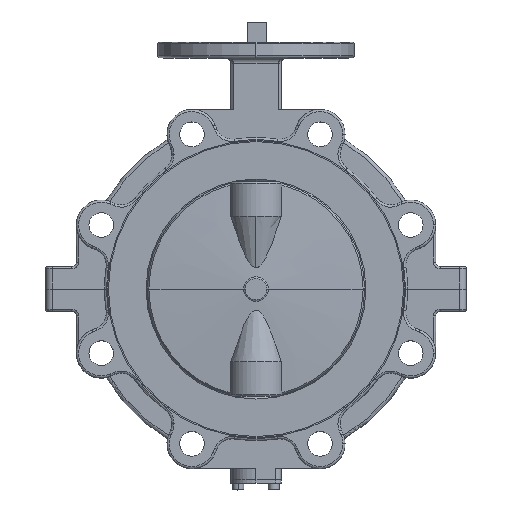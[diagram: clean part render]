
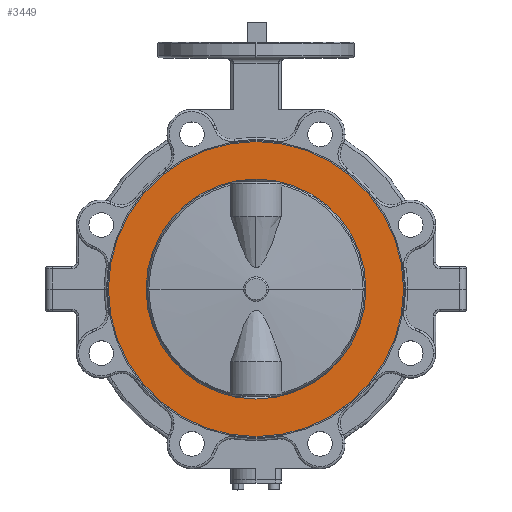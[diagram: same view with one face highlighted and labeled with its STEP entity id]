
A CAD part, top view. The second image highlights one B-rep face of the part: STEP entity #3449.
In plain terms, the highlighted planar face has unit normal (0, 0, 1).
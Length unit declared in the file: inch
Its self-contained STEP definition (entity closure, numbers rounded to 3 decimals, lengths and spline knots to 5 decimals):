
#537 = ORIENTED_EDGE ( 'NONE', *, *, #21957, .F. ) ;
#737 = DIRECTION ( 'NONE',  ( 0., 0., -1. ) ) ;
#944 = AXIS2_PLACEMENT_3D ( 'NONE', #22416, #19715, #15516 ) ;
#1650 = DIRECTION ( 'NONE',  ( 0., 0., -1. ) ) ;
#2704 = ORIENTED_EDGE ( 'NONE', *, *, #18653, .F. ) ;
#3449 = ADVANCED_FACE ( 'NONE', ( #5325, #20597 ), #14177, .F. ) ;
#3516 = CIRCLE ( 'NONE', #10490, 3.85827 ) ;
#4843 = CARTESIAN_POINT ( 'NONE',  ( 0., 0., 1.1811 ) ) ;
#5041 = ORIENTED_EDGE ( 'NONE', *, *, #14579, .T. ) ;
#5325 = FACE_OUTER_BOUND ( 'NONE', #26050, .T. ) ;
#7774 = CARTESIAN_POINT ( 'NONE',  ( 0., 0., 1.1811 ) ) ;
#8184 = CARTESIAN_POINT ( 'NONE',  ( 0., -3.85827, 1.1811 ) ) ;
#8456 = AXIS2_PLACEMENT_3D ( 'NONE', #4843, #737, #9372 ) ;
#8459 = DIRECTION ( 'NONE',  ( 0., 0., -1. ) ) ;
#9372 = DIRECTION ( 'NONE',  ( 0., 1., 0. ) ) ;
#9929 = EDGE_CURVE ( 'NONE', #21663, #14357, #19581, .T. ) ;
#10490 = AXIS2_PLACEMENT_3D ( 'NONE', #27995, #12381, #23639 ) ;
#10893 = CARTESIAN_POINT ( 'NONE',  ( 0., 0., 1.1811 ) ) ;
#12381 = DIRECTION ( 'NONE',  ( 0., 0., -1. ) ) ;
#13731 = CARTESIAN_POINT ( 'NONE',  ( 0., 3.85827, 1.1811 ) ) ;
#13740 = VERTEX_POINT ( 'NONE', #17023 ) ;
#14177 = PLANE ( 'NONE',  #14767 ) ;
#14357 = VERTEX_POINT ( 'NONE', #8184 ) ;
#14579 = EDGE_CURVE ( 'NONE', #14357, #21663, #3516, .T. ) ;
#14767 = AXIS2_PLACEMENT_3D ( 'NONE', #7774, #1650, #21042 ) ;
#15516 = DIRECTION ( 'NONE',  ( 0., 1., 0. ) ) ;
#17023 = CARTESIAN_POINT ( 'NONE',  ( 0., -5.17717, 1.1811 ) ) ;
#18653 = EDGE_CURVE ( 'NONE', #13740, #23635, #22380, .T. ) ;
#19581 = CIRCLE ( 'NONE', #8456, 3.85827 ) ;
#19715 = DIRECTION ( 'NONE',  ( 0., 0., -1. ) ) ;
#19906 = CIRCLE ( 'NONE', #24146, 5.17717 ) ;
#20597 = FACE_BOUND ( 'NONE', #25912, .T. ) ;
#21042 = DIRECTION ( 'NONE',  ( 0., 1., 0. ) ) ;
#21061 = ORIENTED_EDGE ( 'NONE', *, *, #9929, .T. ) ;
#21663 = VERTEX_POINT ( 'NONE', #13731 ) ;
#21957 = EDGE_CURVE ( 'NONE', #23635, #13740, #19906, .T. ) ;
#22380 = CIRCLE ( 'NONE', #944, 5.17717 ) ;
#22416 = CARTESIAN_POINT ( 'NONE',  ( 0., 0., 1.1811 ) ) ;
#22446 = CARTESIAN_POINT ( 'NONE',  ( 0., 5.17717, 1.1811 ) ) ;
#23635 = VERTEX_POINT ( 'NONE', #22446 ) ;
#23639 = DIRECTION ( 'NONE',  ( 0., 1., 0. ) ) ;
#24146 = AXIS2_PLACEMENT_3D ( 'NONE', #10893, #8459, #24229 ) ;
#24229 = DIRECTION ( 'NONE',  ( 0., 1., 0. ) ) ;
#25912 = EDGE_LOOP ( 'NONE', ( #5041, #21061 ) ) ;
#26050 = EDGE_LOOP ( 'NONE', ( #2704, #537 ) ) ;
#27995 = CARTESIAN_POINT ( 'NONE',  ( 0., 0., 1.1811 ) ) ;
